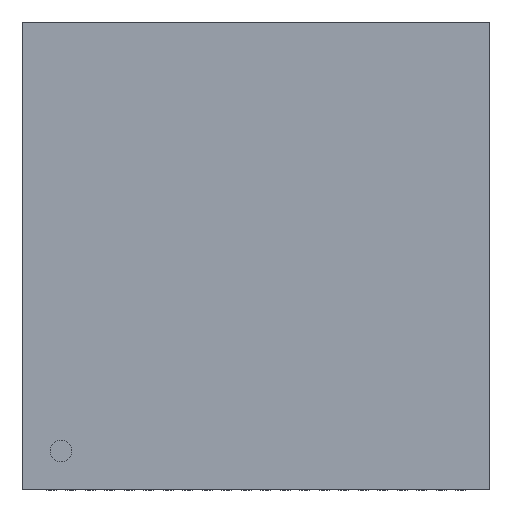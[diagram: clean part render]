
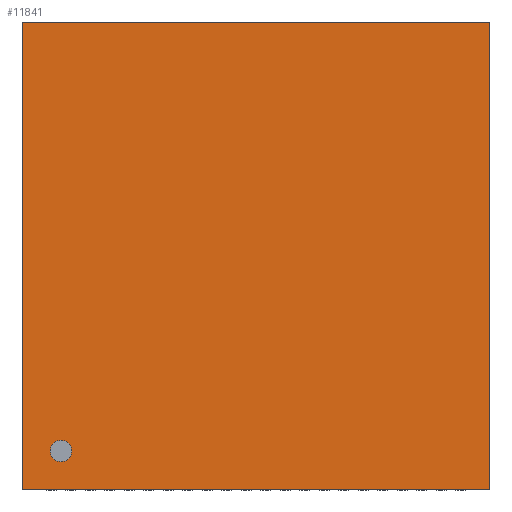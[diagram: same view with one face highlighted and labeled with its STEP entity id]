
A CAD part, top view. The second image highlights one B-rep face of the part: STEP entity #11841.
In plain terms, the highlighted planar face has unit normal (0, 0, 1).
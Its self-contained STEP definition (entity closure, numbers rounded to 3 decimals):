
#9 = DIRECTION ( 'NONE',  ( 0., 0., 1. ) ) ;
#123 = EDGE_LOOP ( 'NONE', ( #16473, #7150 ) ) ;
#383 = ORIENTED_EDGE ( 'NONE', *, *, #11996, .T. ) ;
#422 = DIRECTION ( 'NONE',  ( 1., 0., 0. ) ) ;
#496 = CARTESIAN_POINT ( 'NONE',  ( 0., 5.99, 0.85 ) ) ;
#574 = DIRECTION ( 'NONE',  ( 1., 0., 0. ) ) ;
#776 = CARTESIAN_POINT ( 'NONE',  ( -5., -5., 0.85 ) ) ;
#1473 = CARTESIAN_POINT ( 'NONE',  ( 5.99, 5.99, 0.85 ) ) ;
#1594 = VECTOR ( 'NONE', #574, 1000. ) ;
#1676 = VERTEX_POINT ( 'NONE', #5301 ) ;
#1950 = CARTESIAN_POINT ( 'NONE',  ( 0., -5.99, 0.85 ) ) ;
#2279 = EDGE_CURVE ( 'NONE', #20132, #4547, #4061, .T. ) ;
#2294 = AXIS2_PLACEMENT_3D ( 'NONE', #16240, #3991, #422 ) ;
#2611 = ORIENTED_EDGE ( 'NONE', *, *, #20175, .T. ) ;
#3261 = VECTOR ( 'NONE', #12946, 1000. ) ;
#3509 = VERTEX_POINT ( 'NONE', #16578 ) ;
#3632 = AXIS2_PLACEMENT_3D ( 'NONE', #776, #6060, #9655 ) ;
#3991 = DIRECTION ( 'NONE',  ( 0., 0., -1. ) ) ;
#4061 = LINE ( 'NONE', #11558, #9572 ) ;
#4229 = VERTEX_POINT ( 'NONE', #14046 ) ;
#4547 = VERTEX_POINT ( 'NONE', #10793 ) ;
#5081 = DIRECTION ( 'NONE',  ( 1., 0., 0. ) ) ;
#5301 = CARTESIAN_POINT ( 'NONE',  ( 5.99, -5.99, 0.85 ) ) ;
#6060 = DIRECTION ( 'NONE',  ( 0., 0., -1. ) ) ;
#6812 = ORIENTED_EDGE ( 'NONE', *, *, #20180, .T. ) ;
#7150 = ORIENTED_EDGE ( 'NONE', *, *, #9662, .T. ) ;
#8206 = EDGE_CURVE ( 'NONE', #4229, #3509, #13593, .T. ) ;
#9572 = VECTOR ( 'NONE', #15156, 1000. ) ;
#9620 = LINE ( 'NONE', #496, #3261 ) ;
#9655 = DIRECTION ( 'NONE',  ( 1., 0., 0. ) ) ;
#9662 = EDGE_CURVE ( 'NONE', #3509, #4229, #21440, .T. ) ;
#10272 = VECTOR ( 'NONE', #21483, 1000. ) ;
#10793 = CARTESIAN_POINT ( 'NONE',  ( -5.99, -5.99, 0.85 ) ) ;
#10968 = ORIENTED_EDGE ( 'NONE', *, *, #2279, .T. ) ;
#10975 = VERTEX_POINT ( 'NONE', #1473 ) ;
#11558 = CARTESIAN_POINT ( 'NONE',  ( -5.99, 0., 0.85 ) ) ;
#11841 = ADVANCED_FACE ( 'NONE', ( #18951, #13956 ), #21008, .T. ) ;
#11898 = CARTESIAN_POINT ( 'NONE',  ( 0., 0., 0.85 ) ) ;
#11996 = EDGE_CURVE ( 'NONE', #4547, #1676, #14537, .T. ) ;
#12946 = DIRECTION ( 'NONE',  ( -1., 0., 0. ) ) ;
#13593 = CIRCLE ( 'NONE', #3632, 0.275 ) ;
#13956 = FACE_BOUND ( 'NONE', #123, .T. ) ;
#14046 = CARTESIAN_POINT ( 'NONE',  ( -5.275, -5., 0.85 ) ) ;
#14460 = LINE ( 'NONE', #18512, #10272 ) ;
#14537 = LINE ( 'NONE', #1950, #1594 ) ;
#14813 = CARTESIAN_POINT ( 'NONE',  ( -5.99, 5.99, 0.85 ) ) ;
#15156 = DIRECTION ( 'NONE',  ( 0., -1., 0. ) ) ;
#16240 = CARTESIAN_POINT ( 'NONE',  ( -5., -5., 0.85 ) ) ;
#16473 = ORIENTED_EDGE ( 'NONE', *, *, #8206, .T. ) ;
#16578 = CARTESIAN_POINT ( 'NONE',  ( -4.725, -5., 0.85 ) ) ;
#18512 = CARTESIAN_POINT ( 'NONE',  ( 5.99, 0., 0.85 ) ) ;
#18951 = FACE_OUTER_BOUND ( 'NONE', #20265, .T. ) ;
#20132 = VERTEX_POINT ( 'NONE', #14813 ) ;
#20175 = EDGE_CURVE ( 'NONE', #1676, #10975, #14460, .T. ) ;
#20180 = EDGE_CURVE ( 'NONE', #10975, #20132, #9620, .T. ) ;
#20265 = EDGE_LOOP ( 'NONE', ( #2611, #6812, #10968, #383 ) ) ;
#21008 = PLANE ( 'NONE',  #21124 ) ;
#21124 = AXIS2_PLACEMENT_3D ( 'NONE', #11898, #9, #5081 ) ;
#21440 = CIRCLE ( 'NONE', #2294, 0.275 ) ;
#21483 = DIRECTION ( 'NONE',  ( 0., 1., 0. ) ) ;
